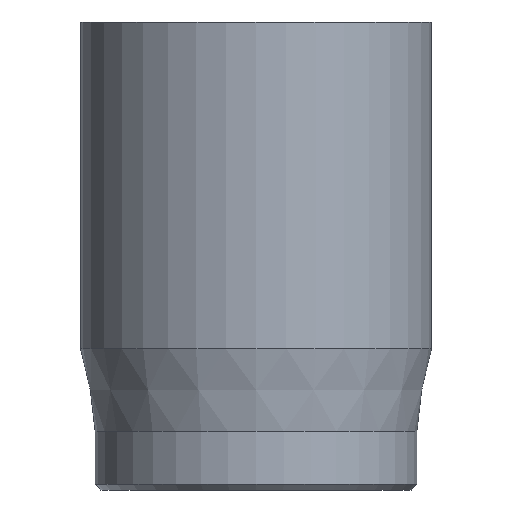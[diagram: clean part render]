
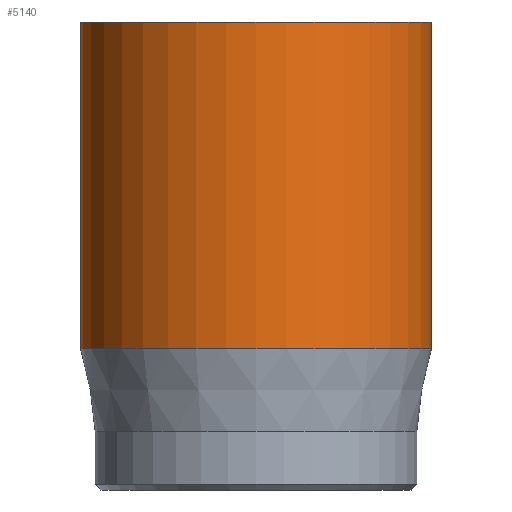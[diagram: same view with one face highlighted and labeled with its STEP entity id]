
A CAD part, left-side view. The second image highlights one B-rep face of the part: STEP entity #5140.
In plain terms, the highlighted cylindrical face has radius 3 mm (diameter 6 mm), a full revolution.
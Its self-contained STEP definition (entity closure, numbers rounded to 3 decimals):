
#31=CYLINDRICAL_SURFACE('',#5335,3.);
#45=CIRCLE('',#5307,3.);
#57=CIRCLE('',#5333,3.);
#58=CIRCLE('',#5334,3.);
#398=FACE_OUTER_BOUND('',#705,.T.);
#705=EDGE_LOOP('',(#4406,#4407,#4408,#4409,#4410));
#1038=LINE('',#9674,#1392);
#1392=VECTOR('',#5801,3.);
#2275=VERTEX_POINT('',#9624);
#2287=VERTEX_POINT('',#9668);
#2288=VERTEX_POINT('',#9669);
#2993=EDGE_CURVE('',#2275,#2275,#45,.T.);
#3011=EDGE_CURVE('',#2287,#2288,#57,.T.);
#3012=EDGE_CURVE('',#2288,#2287,#58,.T.);
#3014=EDGE_CURVE('',#2275,#2287,#1038,.T.);
#4406=ORIENTED_EDGE('',*,*,#2993,.T.);
#4407=ORIENTED_EDGE('',*,*,#3014,.T.);
#4408=ORIENTED_EDGE('',*,*,#3011,.T.);
#4409=ORIENTED_EDGE('',*,*,#3012,.T.);
#4410=ORIENTED_EDGE('',*,*,#3014,.F.);
#5140=ADVANCED_FACE('',(#398),#31,.T.);
#5307=AXIS2_PLACEMENT_3D('',#9625,#5736,#5737);
#5333=AXIS2_PLACEMENT_3D('',#9670,#5794,#5795);
#5334=AXIS2_PLACEMENT_3D('',#9671,#5796,#5797);
#5335=AXIS2_PLACEMENT_3D('',#9673,#5799,#5800);
#5736=DIRECTION('center_axis',(0.,0.,-1.));
#5737=DIRECTION('ref_axis',(-1.,0.,0.));
#5794=DIRECTION('center_axis',(0.,0.,1.));
#5795=DIRECTION('ref_axis',(-1.,0.,0.));
#5796=DIRECTION('center_axis',(0.,0.,1.));
#5797=DIRECTION('ref_axis',(-1.,0.,0.));
#5799=DIRECTION('center_axis',(0.,0.,1.));
#5800=DIRECTION('ref_axis',(-1.,0.,0.));
#5801=DIRECTION('',(0.,0.,-1.));
#9624=CARTESIAN_POINT('',(3.,0.,8.));
#9625=CARTESIAN_POINT('Origin',(0.,0.,8.));
#9668=CARTESIAN_POINT('',(3.,0.,2.418));
#9669=CARTESIAN_POINT('',(-3.,0.,2.418));
#9670=CARTESIAN_POINT('Origin',(0.,0.,2.418));
#9671=CARTESIAN_POINT('Origin',(0.,0.,2.418));
#9673=CARTESIAN_POINT('Origin',(0.,0.,0.));
#9674=CARTESIAN_POINT('',(3.,0.,0.));
